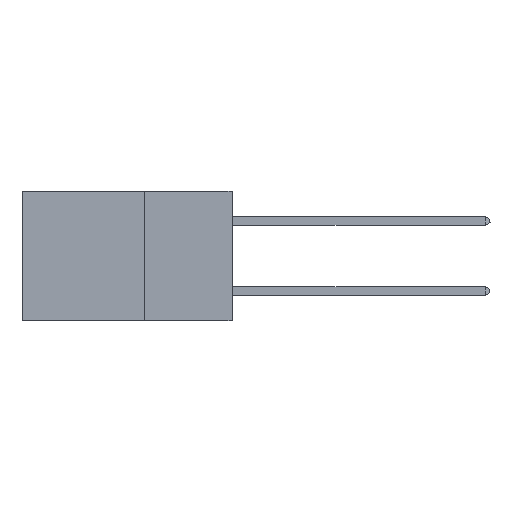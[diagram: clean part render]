
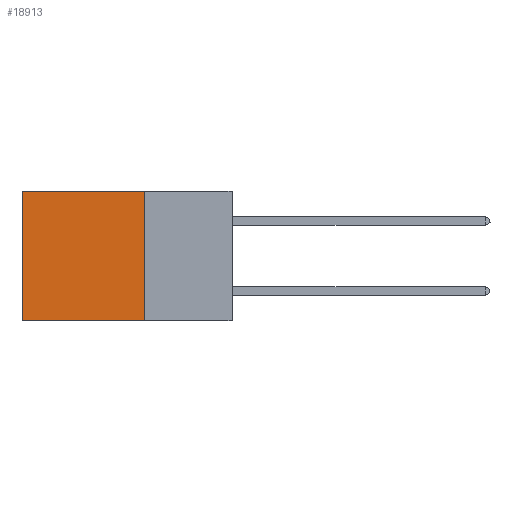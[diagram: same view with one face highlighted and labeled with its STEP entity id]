
A CAD part, left-side view. The second image highlights one B-rep face of the part: STEP entity #18913.
In plain terms, the highlighted planar face has unit normal (-1, 0, 0).
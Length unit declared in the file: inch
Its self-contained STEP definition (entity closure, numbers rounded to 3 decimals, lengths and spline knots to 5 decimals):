
#35 = CARTESIAN_POINT ( 'NONE',  ( 0.2875, 0.25, 0. ) ) ;
#509 = EDGE_CURVE ( 'NONE', #6596, #16419, #4611, .T. ) ;
#1240 = CARTESIAN_POINT ( 'NONE',  ( 0.2875, 0.25, -0.37 ) ) ;
#1920 = EDGE_CURVE ( 'NONE', #16419, #28824, #19897, .T. ) ;
#2992 = VECTOR ( 'NONE', #14734, 39.37008 ) ;
#3017 = DIRECTION ( 'NONE',  ( 1., 0., 0. ) ) ;
#4611 = LINE ( 'NONE', #30877, #29852 ) ;
#5261 = CARTESIAN_POINT ( 'NONE',  ( 0.2875, 0.25, 0. ) ) ;
#5395 = LINE ( 'NONE', #13758, #24229 ) ;
#5682 = CARTESIAN_POINT ( 'NONE',  ( 0.2875, 0.6, 0. ) ) ;
#6596 = VERTEX_POINT ( 'NONE', #5261 ) ;
#8912 = CARTESIAN_POINT ( 'NONE',  ( 0.2875, 0.25, 0. ) ) ;
#10658 = EDGE_CURVE ( 'NONE', #16809, #28824, #5395, .T. ) ;
#12352 = LINE ( 'NONE', #8912, #2992 ) ;
#12618 = VECTOR ( 'NONE', #14909, 39.37008 ) ;
#13258 = ORIENTED_EDGE ( 'NONE', *, *, #10658, .T. ) ;
#13758 = CARTESIAN_POINT ( 'NONE',  ( 0.2875, 0.6, 0. ) ) ;
#14734 = DIRECTION ( 'NONE',  ( 0., 1., 0. ) ) ;
#14909 = DIRECTION ( 'NONE',  ( 0., 1., 0. ) ) ;
#15254 = EDGE_CURVE ( 'NONE', #6596, #16809, #12352, .T. ) ;
#16419 = VERTEX_POINT ( 'NONE', #23979 ) ;
#16809 = VERTEX_POINT ( 'NONE', #5682 ) ;
#18068 = ORIENTED_EDGE ( 'NONE', *, *, #15254, .T. ) ;
#18913 = ADVANCED_FACE ( 'NONE', ( #24323 ), #32993, .F. ) ;
#19241 = DIRECTION ( 'NONE',  ( 0., 0., -1. ) ) ;
#19897 = LINE ( 'NONE', #1240, #12618 ) ;
#21581 = ORIENTED_EDGE ( 'NONE', *, *, #1920, .F. ) ;
#23979 = CARTESIAN_POINT ( 'NONE',  ( 0.2875, 0.25, -0.37 ) ) ;
#24229 = VECTOR ( 'NONE', #27203, 39.37008 ) ;
#24323 = FACE_OUTER_BOUND ( 'NONE', #34967, .T. ) ;
#27203 = DIRECTION ( 'NONE',  ( 0., 0., -1. ) ) ;
#28271 = CARTESIAN_POINT ( 'NONE',  ( 0.2875, 0.6, -0.37 ) ) ;
#28370 = AXIS2_PLACEMENT_3D ( 'NONE', #35, #3017, #19241 ) ;
#28770 = ORIENTED_EDGE ( 'NONE', *, *, #509, .F. ) ;
#28824 = VERTEX_POINT ( 'NONE', #28271 ) ;
#29852 = VECTOR ( 'NONE', #32810, 39.37008 ) ;
#30877 = CARTESIAN_POINT ( 'NONE',  ( 0.2875, 0.25, 0. ) ) ;
#32810 = DIRECTION ( 'NONE',  ( 0., 0., -1. ) ) ;
#32993 = PLANE ( 'NONE',  #28370 ) ;
#34967 = EDGE_LOOP ( 'NONE', ( #13258, #21581, #28770, #18068 ) ) ;
